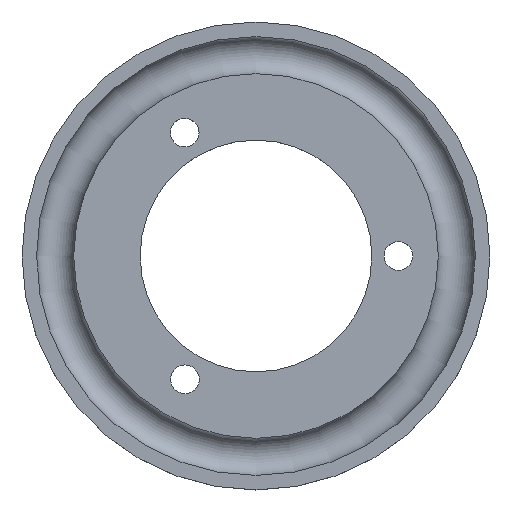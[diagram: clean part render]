
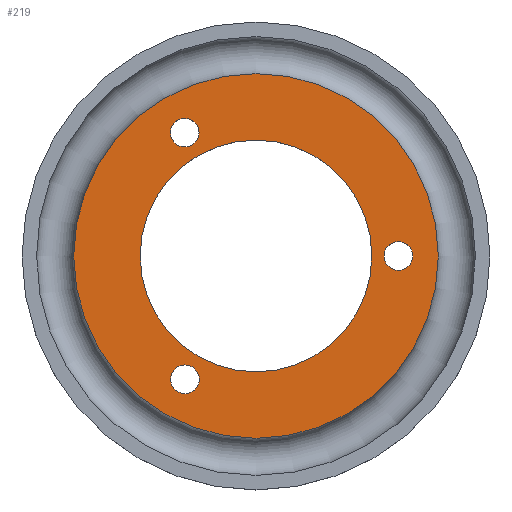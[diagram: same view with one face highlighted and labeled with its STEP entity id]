
A CAD part, top view. The second image highlights one B-rep face of the part: STEP entity #219.
In plain terms, the highlighted planar face has unit normal (0, 0, 1).
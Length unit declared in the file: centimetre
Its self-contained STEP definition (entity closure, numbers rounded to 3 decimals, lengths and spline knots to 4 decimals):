
#39=FACE_BOUND('',#74,.T.);
#40=FACE_BOUND('',#75,.T.);
#41=FACE_BOUND('',#76,.T.);
#42=FACE_BOUND('',#77,.T.);
#51=PLANE('',#239);
#58=FACE_OUTER_BOUND('',#73,.T.);
#73=EDGE_LOOP('',(#167));
#74=EDGE_LOOP('',(#168));
#75=EDGE_LOOP('',(#169));
#76=EDGE_LOOP('',(#170));
#77=EDGE_LOOP('',(#171));
#99=CIRCLE('',#236,2.065);
#102=CIRCLE('',#240,1.3121);
#103=CIRCLE('',#241,0.1622);
#104=CIRCLE('',#242,0.1623);
#105=CIRCLE('',#243,0.1624);
#118=VERTEX_POINT('',#349);
#120=VERTEX_POINT('',#355);
#121=VERTEX_POINT('',#357);
#122=VERTEX_POINT('',#359);
#123=VERTEX_POINT('',#361);
#136=EDGE_CURVE('',#118,#118,#99,.T.);
#139=EDGE_CURVE('',#120,#120,#102,.T.);
#140=EDGE_CURVE('',#121,#121,#103,.T.);
#141=EDGE_CURVE('',#122,#122,#104,.T.);
#142=EDGE_CURVE('',#123,#123,#105,.T.);
#167=ORIENTED_EDGE('',*,*,#136,.T.);
#168=ORIENTED_EDGE('',*,*,#139,.T.);
#169=ORIENTED_EDGE('',*,*,#140,.T.);
#170=ORIENTED_EDGE('',*,*,#141,.T.);
#171=ORIENTED_EDGE('',*,*,#142,.T.);
#219=ADVANCED_FACE('',(#58,#39,#40,#41,#42),#51,.T.);
#236=AXIS2_PLACEMENT_3D('',#350,#273,#274);
#239=AXIS2_PLACEMENT_3D('',#354,#279,#280);
#240=AXIS2_PLACEMENT_3D('',#356,#281,#282);
#241=AXIS2_PLACEMENT_3D('',#358,#283,#284);
#242=AXIS2_PLACEMENT_3D('',#360,#285,#286);
#243=AXIS2_PLACEMENT_3D('',#362,#287,#288);
#273=DIRECTION('center_axis',(0.,0.,1.));
#274=DIRECTION('ref_axis',(1.,0.,0.));
#279=DIRECTION('center_axis',(0.,0.,1.));
#280=DIRECTION('ref_axis',(1.,0.,0.));
#281=DIRECTION('center_axis',(0.,0.,-1.));
#282=DIRECTION('ref_axis',(1.,0.,0.));
#283=DIRECTION('center_axis',(0.,0.,-1.));
#284=DIRECTION('ref_axis',(1.,0.,0.));
#285=DIRECTION('center_axis',(0.,0.,-1.));
#286=DIRECTION('ref_axis',(1.,0.,0.));
#287=DIRECTION('center_axis',(0.,0.,-1.));
#288=DIRECTION('ref_axis',(1.,0.,0.));
#349=CARTESIAN_POINT('',(-13.8739,0.,4.));
#350=CARTESIAN_POINT('Origin',(-11.8089,0.,4.));
#354=CARTESIAN_POINT('Origin',(-11.8089,0.,4.));
#355=CARTESIAN_POINT('',(-13.121,0.,4.));
#356=CARTESIAN_POINT('Origin',(-11.8089,0.,4.));
#357=CARTESIAN_POINT('',(-12.7787,1.3965,4.));
#358=CARTESIAN_POINT('Origin',(-12.6164,1.3965,4.));
#359=CARTESIAN_POINT('',(-12.7762,-1.3965,4.));
#360=CARTESIAN_POINT('Origin',(-12.6139,-1.3965,4.));
#361=CARTESIAN_POINT('',(-10.359,0.0002,4.));
#362=CARTESIAN_POINT('Origin',(-10.1966,0.0002,4.));
